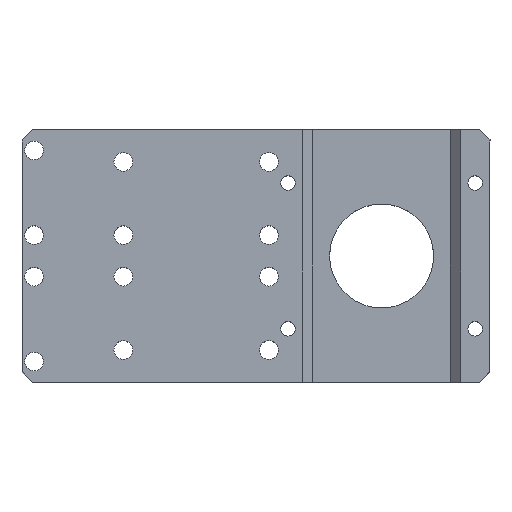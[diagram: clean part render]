
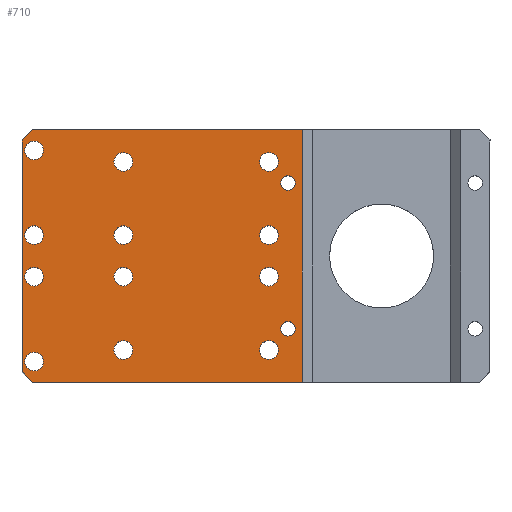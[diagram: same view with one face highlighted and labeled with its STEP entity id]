
A CAD part, top view. The second image highlights one B-rep face of the part: STEP entity #710.
In plain terms, the highlighted planar face has unit normal (0, 0, 1).
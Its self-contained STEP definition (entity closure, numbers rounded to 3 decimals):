
#38=FACE_BOUND('',#154,.T.);
#39=FACE_BOUND('',#155,.T.);
#40=FACE_BOUND('',#156,.T.);
#41=FACE_BOUND('',#157,.T.);
#42=FACE_BOUND('',#158,.T.);
#43=FACE_BOUND('',#159,.T.);
#44=FACE_BOUND('',#160,.T.);
#45=FACE_BOUND('',#161,.T.);
#46=FACE_BOUND('',#162,.T.);
#47=FACE_BOUND('',#163,.T.);
#48=FACE_BOUND('',#164,.T.);
#49=FACE_BOUND('',#165,.T.);
#50=FACE_BOUND('',#166,.T.);
#51=FACE_BOUND('',#167,.T.);
#67=PLANE('',#800);
#100=FACE_OUTER_BOUND('',#153,.T.);
#153=EDGE_LOOP('',(#641,#642,#643,#644,#645,#646));
#154=EDGE_LOOP('',(#647));
#155=EDGE_LOOP('',(#648));
#156=EDGE_LOOP('',(#649));
#157=EDGE_LOOP('',(#650));
#158=EDGE_LOOP('',(#651));
#159=EDGE_LOOP('',(#652));
#160=EDGE_LOOP('',(#653));
#161=EDGE_LOOP('',(#654));
#162=EDGE_LOOP('',(#655));
#163=EDGE_LOOP('',(#656));
#164=EDGE_LOOP('',(#657));
#165=EDGE_LOOP('',(#658));
#166=EDGE_LOOP('',(#659));
#167=EDGE_LOOP('',(#660));
#194=LINE('',#1116,#253);
#206=LINE('',#1140,#265);
#216=LINE('',#1161,#275);
#219=LINE('',#1166,#278);
#220=LINE('',#1168,#279);
#223=LINE('',#1174,#282);
#253=VECTOR('',#929,10.);
#265=VECTOR('',#947,10.);
#275=VECTOR('',#963,10.);
#278=VECTOR('',#968,10.);
#279=VECTOR('',#971,10.);
#282=VECTOR('',#980,10.);
#290=CIRCLE('',#741,1.4);
#292=CIRCLE('',#744,1.4);
#294=CIRCLE('',#747,1.8);
#296=CIRCLE('',#750,1.8);
#298=CIRCLE('',#753,1.8);
#300=CIRCLE('',#756,1.8);
#302=CIRCLE('',#759,1.8);
#304=CIRCLE('',#762,1.8);
#306=CIRCLE('',#765,1.8);
#308=CIRCLE('',#768,1.8);
#310=CIRCLE('',#771,1.8);
#312=CIRCLE('',#774,1.8);
#314=CIRCLE('',#777,1.8);
#316=CIRCLE('',#780,1.8);
#324=VERTEX_POINT('',#1010);
#326=VERTEX_POINT('',#1016);
#328=VERTEX_POINT('',#1022);
#330=VERTEX_POINT('',#1028);
#332=VERTEX_POINT('',#1034);
#334=VERTEX_POINT('',#1040);
#336=VERTEX_POINT('',#1046);
#338=VERTEX_POINT('',#1052);
#340=VERTEX_POINT('',#1058);
#342=VERTEX_POINT('',#1064);
#344=VERTEX_POINT('',#1070);
#346=VERTEX_POINT('',#1076);
#348=VERTEX_POINT('',#1082);
#350=VERTEX_POINT('',#1088);
#361=VERTEX_POINT('',#1113);
#362=VERTEX_POINT('',#1115);
#370=VERTEX_POINT('',#1137);
#371=VERTEX_POINT('',#1139);
#379=VERTEX_POINT('',#1160);
#380=VERTEX_POINT('',#1164);
#388=EDGE_CURVE('',#324,#324,#290,.T.);
#391=EDGE_CURVE('',#326,#326,#292,.T.);
#394=EDGE_CURVE('',#328,#328,#294,.T.);
#397=EDGE_CURVE('',#330,#330,#296,.T.);
#400=EDGE_CURVE('',#332,#332,#298,.T.);
#403=EDGE_CURVE('',#334,#334,#300,.T.);
#406=EDGE_CURVE('',#336,#336,#302,.T.);
#409=EDGE_CURVE('',#338,#338,#304,.T.);
#412=EDGE_CURVE('',#340,#340,#306,.T.);
#415=EDGE_CURVE('',#342,#342,#308,.T.);
#418=EDGE_CURVE('',#344,#344,#310,.T.);
#421=EDGE_CURVE('',#346,#346,#312,.T.);
#424=EDGE_CURVE('',#348,#348,#314,.T.);
#427=EDGE_CURVE('',#350,#350,#316,.T.);
#440=EDGE_CURVE('',#362,#361,#194,.T.);
#452=EDGE_CURVE('',#371,#370,#206,.T.);
#463=EDGE_CURVE('',#379,#370,#216,.T.);
#466=EDGE_CURVE('',#379,#380,#219,.T.);
#467=EDGE_CURVE('',#362,#380,#220,.T.);
#470=EDGE_CURVE('',#371,#361,#223,.T.);
#641=ORIENTED_EDGE('',*,*,#463,.F.);
#642=ORIENTED_EDGE('',*,*,#466,.T.);
#643=ORIENTED_EDGE('',*,*,#467,.F.);
#644=ORIENTED_EDGE('',*,*,#440,.T.);
#645=ORIENTED_EDGE('',*,*,#470,.F.);
#646=ORIENTED_EDGE('',*,*,#452,.T.);
#647=ORIENTED_EDGE('',*,*,#388,.T.);
#648=ORIENTED_EDGE('',*,*,#391,.T.);
#649=ORIENTED_EDGE('',*,*,#394,.T.);
#650=ORIENTED_EDGE('',*,*,#397,.T.);
#651=ORIENTED_EDGE('',*,*,#400,.T.);
#652=ORIENTED_EDGE('',*,*,#403,.T.);
#653=ORIENTED_EDGE('',*,*,#406,.T.);
#654=ORIENTED_EDGE('',*,*,#409,.T.);
#655=ORIENTED_EDGE('',*,*,#412,.T.);
#656=ORIENTED_EDGE('',*,*,#415,.T.);
#657=ORIENTED_EDGE('',*,*,#418,.T.);
#658=ORIENTED_EDGE('',*,*,#421,.T.);
#659=ORIENTED_EDGE('',*,*,#424,.T.);
#660=ORIENTED_EDGE('',*,*,#427,.T.);
#710=ADVANCED_FACE('',(#100,#38,#39,#40,#41,#42,#43,#44,#45,#46,#47,#48,
#49,#50,#51),#67,.T.);
#741=AXIS2_PLACEMENT_3D('',#1011,#819,#820);
#744=AXIS2_PLACEMENT_3D('',#1017,#826,#827);
#747=AXIS2_PLACEMENT_3D('',#1023,#833,#834);
#750=AXIS2_PLACEMENT_3D('',#1029,#840,#841);
#753=AXIS2_PLACEMENT_3D('',#1035,#847,#848);
#756=AXIS2_PLACEMENT_3D('',#1041,#854,#855);
#759=AXIS2_PLACEMENT_3D('',#1047,#861,#862);
#762=AXIS2_PLACEMENT_3D('',#1053,#868,#869);
#765=AXIS2_PLACEMENT_3D('',#1059,#875,#876);
#768=AXIS2_PLACEMENT_3D('',#1065,#882,#883);
#771=AXIS2_PLACEMENT_3D('',#1071,#889,#890);
#774=AXIS2_PLACEMENT_3D('',#1077,#896,#897);
#777=AXIS2_PLACEMENT_3D('',#1083,#903,#904);
#780=AXIS2_PLACEMENT_3D('',#1089,#910,#911);
#800=AXIS2_PLACEMENT_3D('',#1184,#994,#995);
#819=DIRECTION('center_axis',(0.,0.,
-1.));
#820=DIRECTION('ref_axis',(1.,0.,0.));
#826=DIRECTION('center_axis',(0.,0.,
-1.));
#827=DIRECTION('ref_axis',(1.,0.,0.));
#833=DIRECTION('center_axis',(0.,0.,
-1.));
#834=DIRECTION('ref_axis',(1.,0.,0.));
#840=DIRECTION('center_axis',(0.,0.,
-1.));
#841=DIRECTION('ref_axis',(1.,0.,0.));
#847=DIRECTION('center_axis',(0.,0.,
-1.));
#848=DIRECTION('ref_axis',(1.,0.,0.));
#854=DIRECTION('center_axis',(0.,0.,
-1.));
#855=DIRECTION('ref_axis',(1.,0.,0.));
#861=DIRECTION('center_axis',(0.,0.,
-1.));
#862=DIRECTION('ref_axis',(1.,0.,0.));
#868=DIRECTION('center_axis',(0.,0.,
-1.));
#869=DIRECTION('ref_axis',(1.,0.,0.));
#875=DIRECTION('center_axis',(0.,0.,
-1.));
#876=DIRECTION('ref_axis',(1.,0.,0.));
#882=DIRECTION('center_axis',(0.,0.,
-1.));
#883=DIRECTION('ref_axis',(1.,0.,0.));
#889=DIRECTION('center_axis',(0.,0.,
-1.));
#890=DIRECTION('ref_axis',(1.,0.,0.));
#896=DIRECTION('center_axis',(0.,0.,
-1.));
#897=DIRECTION('ref_axis',(1.,0.,0.));
#903=DIRECTION('center_axis',(0.,0.,
-1.));
#904=DIRECTION('ref_axis',(1.,0.,0.));
#910=DIRECTION('center_axis',(0.,0.,
-1.));
#911=DIRECTION('ref_axis',(1.,0.,0.));
#929=DIRECTION('',(1.,0.,0.));
#947=DIRECTION('',(-1.,0.,0.));
#963=DIRECTION('',(0.707,0.707,0.));
#968=DIRECTION('',(0.,-1.,0.));
#971=DIRECTION('',(-0.707,0.707,0.));
#980=DIRECTION('',(0.,-1.,0.));
#994=DIRECTION('center_axis',(0.,0.,
1.));
#995=DIRECTION('ref_axis',(1.,0.,0.));
#1010=CARTESIAN_POINT('',(66.074,-25.9,10.));
#1011=CARTESIAN_POINT('Origin',(67.474,-25.9,10.));
#1016=CARTESIAN_POINT('',(66.074,2.1,10.));
#1017=CARTESIAN_POINT('Origin',(67.474,2.1,10.));
#1022=CARTESIAN_POINT('',(34.004,6.2,10.));
#1023=CARTESIAN_POINT('Origin',(35.804,6.2,10.));
#1028=CARTESIAN_POINT('',(62.004,6.2,10.));
#1029=CARTESIAN_POINT('Origin',(63.804,6.2,10.));
#1034=CARTESIAN_POINT('',(62.004,-7.9,10.));
#1035=CARTESIAN_POINT('Origin',(63.804,-7.9,10.));
#1040=CARTESIAN_POINT('',(62.004,-15.9,10.));
#1041=CARTESIAN_POINT('Origin',(63.804,-15.9,10.));
#1046=CARTESIAN_POINT('',(62.004,-30.,10.));
#1047=CARTESIAN_POINT('Origin',(63.804,-30.,10.));
#1052=CARTESIAN_POINT('',(34.004,-30.,10.));
#1053=CARTESIAN_POINT('Origin',(35.804,-30.,10.));
#1058=CARTESIAN_POINT('',(34.004,-7.9,10.));
#1059=CARTESIAN_POINT('Origin',(35.804,-7.9,10.));
#1064=CARTESIAN_POINT('',(34.004,-15.9,10.));
#1065=CARTESIAN_POINT('Origin',(35.804,-15.9,10.));
#1070=CARTESIAN_POINT('',(16.854,-15.9,10.));
#1071=CARTESIAN_POINT('Origin',(18.654,-15.9,10.));
#1076=CARTESIAN_POINT('',(16.854,-32.2,10.));
#1077=CARTESIAN_POINT('Origin',(18.654,-32.2,10.));
#1082=CARTESIAN_POINT('',(16.854,-7.9,10.));
#1083=CARTESIAN_POINT('Origin',(18.654,-7.9,10.));
#1088=CARTESIAN_POINT('',(16.854,8.4,10.));
#1089=CARTESIAN_POINT('Origin',(18.654,8.4,10.));
#1113=CARTESIAN_POINT('',(70.224,-36.2,10.));
#1115=CARTESIAN_POINT('',(18.324,-36.2,10.));
#1116=CARTESIAN_POINT('',(16.324,-36.2,10.));
#1137=CARTESIAN_POINT('',(18.324,12.4,10.));
#1139=CARTESIAN_POINT('',(70.224,12.4,10.));
#1140=CARTESIAN_POINT('',(101.324,12.4,10.));
#1160=CARTESIAN_POINT('',(16.324,10.4,10.));
#1161=CARTESIAN_POINT('',(21.874,15.95,10.));
#1164=CARTESIAN_POINT('',(16.324,-34.2,10.));
#1166=CARTESIAN_POINT('',(16.324,12.4,10.));
#1168=CARTESIAN_POINT('',(21.874,-39.75,10.));
#1174=CARTESIAN_POINT('',(70.224,-31.025,10.));
#1184=CARTESIAN_POINT('Origin',(58.824,-11.9,10.));
